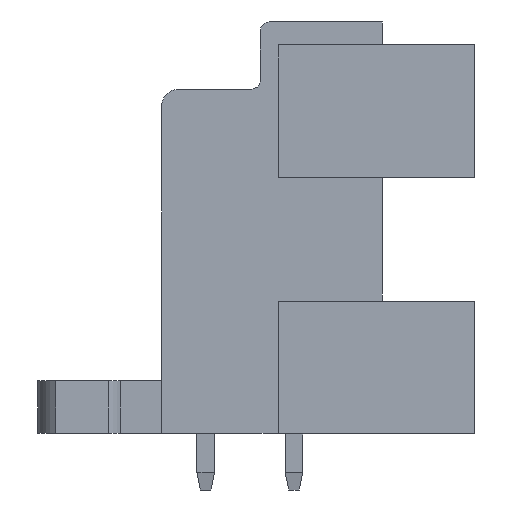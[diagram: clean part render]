
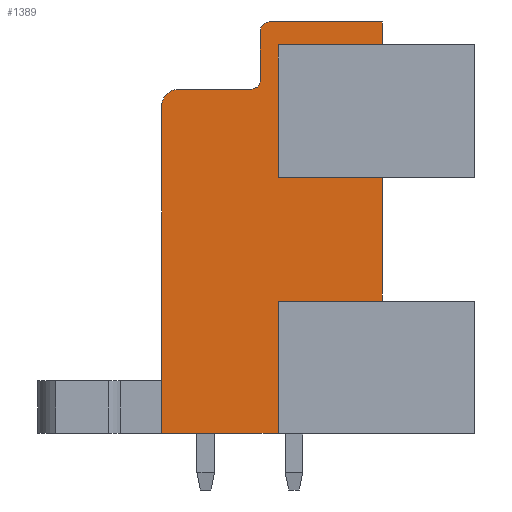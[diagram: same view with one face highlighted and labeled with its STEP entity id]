
A CAD part, left-side view. The second image highlights one B-rep face of the part: STEP entity #1389.
In plain terms, the highlighted planar face has unit normal (-1, 0, 0).
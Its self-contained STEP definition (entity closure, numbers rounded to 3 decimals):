
#105=AXIS2_PLACEMENT_3D('Plane Axis2P3D',#102,#103,#104) ;
#1158=AXIS2_PLACEMENT_3D('Circle Axis2P3D',#1156,#1157,$) ;
#1206=AXIS2_PLACEMENT_3D('Circle Axis2P3D',#1204,#1205,$) ;
#1254=AXIS2_PLACEMENT_3D('Circle Axis2P3D',#1252,#1253,$) ;
#36=CARTESIAN_POINT('Line Origine',(0.7,11.1,6.95)) ;
#40=CARTESIAN_POINT('Vertex',(0.7,11.1,10.7)) ;
#42=CARTESIAN_POINT('Vertex',(0.7,11.1,3.2)) ;
#102=CARTESIAN_POINT('Axis2P3D Location',(0.7,0.,0.)) ;
#142=CARTESIAN_POINT('Line Origine',(0.7,11.1,21.45)) ;
#146=CARTESIAN_POINT('Vertex',(0.7,11.1,25.2)) ;
#148=CARTESIAN_POINT('Vertex',(0.7,11.1,17.7)) ;
#726=CARTESIAN_POINT('Vertex',(0.7,5.2,17.7)) ;
#729=CARTESIAN_POINT('Line Origine',(0.7,5.2,14.2)) ;
#733=CARTESIAN_POINT('Vertex',(0.7,5.2,10.7)) ;
#1098=CARTESIAN_POINT('Vertex',(0.7,5.2,26.5)) ;
#1101=CARTESIAN_POINT('Line Origine',(0.7,5.2,25.85)) ;
#1105=CARTESIAN_POINT('Vertex',(0.7,5.2,25.2)) ;
#1129=CARTESIAN_POINT('Vertex',(0.7,11.6,26.5)) ;
#1132=CARTESIAN_POINT('Line Origine',(0.7,8.4,26.5)) ;
#1153=CARTESIAN_POINT('Vertex',(0.7,12.1,26.)) ;
#1156=CARTESIAN_POINT('Axis2P3D Location',(0.7,11.6,26.)) ;
#1177=CARTESIAN_POINT('Vertex',(0.7,12.1,23.2)) ;
#1180=CARTESIAN_POINT('Line Origine',(0.7,12.1,24.6)) ;
#1201=CARTESIAN_POINT('Vertex',(0.7,12.6,22.7)) ;
#1204=CARTESIAN_POINT('Axis2P3D Location',(0.7,12.6,23.2)) ;
#1225=CARTESIAN_POINT('Vertex',(0.7,16.7,22.7)) ;
#1228=CARTESIAN_POINT('Line Origine',(0.7,14.65,22.7)) ;
#1249=CARTESIAN_POINT('Vertex',(0.7,17.7,21.7)) ;
#1252=CARTESIAN_POINT('Axis2P3D Location',(0.7,16.7,21.7)) ;
#1303=CARTESIAN_POINT('Vertex',(0.7,17.7,3.2)) ;
#1306=CARTESIAN_POINT('Line Origine',(0.7,17.7,12.45)) ;
#1352=CARTESIAN_POINT('Line Origine',(0.7,8.15,17.7)) ;
#1357=CARTESIAN_POINT('Line Origine',(0.7,8.15,25.2)) ;
#1362=CARTESIAN_POINT('Line Origine',(0.7,14.4,3.2)) ;
#1367=CARTESIAN_POINT('Line Origine',(0.7,8.15,10.7)) ;
#37=DIRECTION('Vector Direction',(0.,0.,1.)) ;
#103=DIRECTION('Axis2P3D Direction',(-1.,0.,0.)) ;
#104=DIRECTION('Axis2P3D XDirection',(0.,-1.,0.)) ;
#143=DIRECTION('Vector Direction',(0.,0.,1.)) ;
#730=DIRECTION('Vector Direction',(0.,0.,-1.)) ;
#1102=DIRECTION('Vector Direction',(0.,0.,-1.)) ;
#1133=DIRECTION('Vector Direction',(0.,-1.,0.)) ;
#1157=DIRECTION('Axis2P3D Direction',(-1.,0.,0.)) ;
#1181=DIRECTION('Vector Direction',(0.,0.,1.)) ;
#1205=DIRECTION('Axis2P3D Direction',(-1.,0.,0.)) ;
#1229=DIRECTION('Vector Direction',(0.,-1.,0.)) ;
#1253=DIRECTION('Axis2P3D Direction',(-1.,0.,0.)) ;
#1307=DIRECTION('Vector Direction',(0.,0.,1.)) ;
#1353=DIRECTION('Vector Direction',(0.,1.,0.)) ;
#1358=DIRECTION('Vector Direction',(0.,-1.,0.)) ;
#1363=DIRECTION('Vector Direction',(0.,1.,0.)) ;
#1368=DIRECTION('Vector Direction',(0.,-1.,0.)) ;
#38=VECTOR('Line Direction',#37,1.) ;
#144=VECTOR('Line Direction',#143,1.) ;
#731=VECTOR('Line Direction',#730,1.) ;
#1103=VECTOR('Line Direction',#1102,1.) ;
#1134=VECTOR('Line Direction',#1133,1.) ;
#1182=VECTOR('Line Direction',#1181,1.) ;
#1230=VECTOR('Line Direction',#1229,1.) ;
#1308=VECTOR('Line Direction',#1307,1.) ;
#1354=VECTOR('Line Direction',#1353,1.) ;
#1359=VECTOR('Line Direction',#1358,1.) ;
#1364=VECTOR('Line Direction',#1363,1.) ;
#1369=VECTOR('Line Direction',#1368,1.) ;
#1373=ORIENTED_EDGE('',*,*,#1356,.F.) ;
#1374=ORIENTED_EDGE('',*,*,#150,.F.) ;
#1375=ORIENTED_EDGE('',*,*,#1361,.F.) ;
#1376=ORIENTED_EDGE('',*,*,#1107,.T.) ;
#1377=ORIENTED_EDGE('',*,*,#1136,.T.) ;
#1378=ORIENTED_EDGE('',*,*,#1160,.T.) ;
#1379=ORIENTED_EDGE('',*,*,#1184,.T.) ;
#1380=ORIENTED_EDGE('',*,*,#1208,.T.) ;
#1381=ORIENTED_EDGE('',*,*,#1232,.T.) ;
#1382=ORIENTED_EDGE('',*,*,#1256,.T.) ;
#1383=ORIENTED_EDGE('',*,*,#1310,.T.) ;
#1384=ORIENTED_EDGE('',*,*,#1366,.T.) ;
#1385=ORIENTED_EDGE('',*,*,#44,.F.) ;
#1386=ORIENTED_EDGE('',*,*,#1371,.F.) ;
#1387=ORIENTED_EDGE('',*,*,#735,.T.) ;
#1389=ADVANCED_FACE('Housing',(#1388),#106,.T.) ;
#1159=CIRCLE('generated circle',#1158,0.5) ;
#1207=CIRCLE('generated circle',#1206,0.5) ;
#1255=CIRCLE('generated circle',#1254,1.) ;
#44=EDGE_CURVE('',#41,#43,#39,.F.) ;
#150=EDGE_CURVE('',#147,#149,#145,.F.) ;
#735=EDGE_CURVE('',#734,#727,#732,.F.) ;
#1107=EDGE_CURVE('',#1106,#1099,#1104,.F.) ;
#1136=EDGE_CURVE('',#1099,#1130,#1135,.F.) ;
#1160=EDGE_CURVE('',#1130,#1154,#1159,.T.) ;
#1184=EDGE_CURVE('',#1154,#1178,#1183,.F.) ;
#1208=EDGE_CURVE('',#1178,#1202,#1207,.F.) ;
#1232=EDGE_CURVE('',#1202,#1226,#1231,.F.) ;
#1256=EDGE_CURVE('',#1226,#1250,#1255,.T.) ;
#1310=EDGE_CURVE('',#1250,#1304,#1309,.F.) ;
#1356=EDGE_CURVE('',#149,#727,#1355,.F.) ;
#1361=EDGE_CURVE('',#1106,#147,#1360,.F.) ;
#1366=EDGE_CURVE('',#1304,#43,#1365,.F.) ;
#1371=EDGE_CURVE('',#734,#41,#1370,.F.) ;
#1372=EDGE_LOOP('',(#1373,#1374,#1375,#1376,#1377,#1378,#1379,#1380,#1381,#1382,#1383,#1384,#1385,#1386,#1387)) ;
#1388=FACE_OUTER_BOUND('',#1372,.T.) ;
#39=LINE('Line',#36,#38) ;
#145=LINE('Line',#142,#144) ;
#732=LINE('Line',#729,#731) ;
#1104=LINE('Line',#1101,#1103) ;
#1135=LINE('Line',#1132,#1134) ;
#1183=LINE('Line',#1180,#1182) ;
#1231=LINE('Line',#1228,#1230) ;
#1309=LINE('Line',#1306,#1308) ;
#1355=LINE('Line',#1352,#1354) ;
#1360=LINE('Line',#1357,#1359) ;
#1365=LINE('Line',#1362,#1364) ;
#1370=LINE('Line',#1367,#1369) ;
#106=PLANE('',#105) ;
#41=VERTEX_POINT('',#40) ;
#43=VERTEX_POINT('',#42) ;
#147=VERTEX_POINT('',#146) ;
#149=VERTEX_POINT('',#148) ;
#727=VERTEX_POINT('',#726) ;
#734=VERTEX_POINT('',#733) ;
#1099=VERTEX_POINT('',#1098) ;
#1106=VERTEX_POINT('',#1105) ;
#1130=VERTEX_POINT('',#1129) ;
#1154=VERTEX_POINT('',#1153) ;
#1178=VERTEX_POINT('',#1177) ;
#1202=VERTEX_POINT('',#1201) ;
#1226=VERTEX_POINT('',#1225) ;
#1250=VERTEX_POINT('',#1249) ;
#1304=VERTEX_POINT('',#1303) ;
